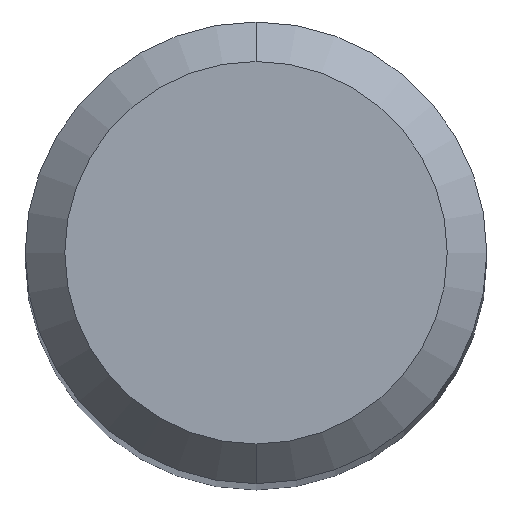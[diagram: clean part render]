
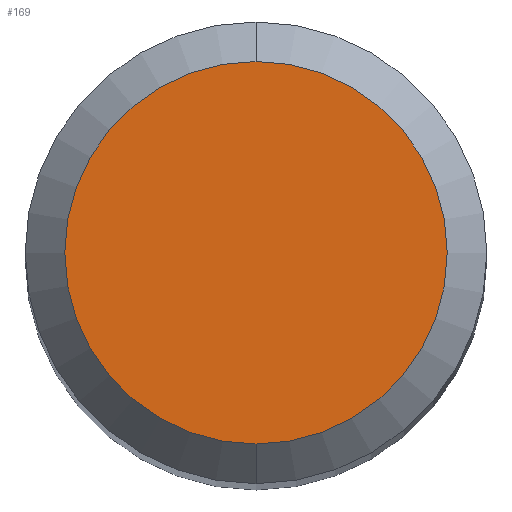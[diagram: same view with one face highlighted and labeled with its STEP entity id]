
A CAD part, top view. The second image highlights one B-rep face of the part: STEP entity #169.
In plain terms, the highlighted planar face has unit normal (0, 0, 1).
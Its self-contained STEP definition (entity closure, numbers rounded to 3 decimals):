
#149=VERTEX_POINT('',#380);
#169=ADVANCED_FACE('',(#406),#407,.T.);
#225=EDGE_CURVE('',#149,#297,#470,.T.);
#245=EDGE_CURVE('',#297,#149,#492,.T.);
#297=VERTEX_POINT('',#550);
#380=CARTESIAN_POINT('',(0.,-1.45,0.0));
#406=FACE_OUTER_BOUND('',#663,.T.);
#407=PLANE('',#664);
#470=CIRCLE('',#749,1.45);
#492=CIRCLE('',#775,1.45);
#550=CARTESIAN_POINT('',(0.0,1.45,0.0));
#663=EDGE_LOOP('',(#978,#979));
#664=AXIS2_PLACEMENT_3D('',#980,#981,#982);
#749=AXIS2_PLACEMENT_3D('',#1071,#1072,#1073);
#775=AXIS2_PLACEMENT_3D('',#1103,#1104,#1105);
#978=ORIENTED_EDGE('',*,*,#245,.F.);
#979=ORIENTED_EDGE('',*,*,#225,.F.);
#980=CARTESIAN_POINT('',(0.0,0.725,0.0));
#981=DIRECTION('',(-0.0,0.0,1.0));
#982=DIRECTION('',(0.0,-1.0,0.0));
#1071=CARTESIAN_POINT('',(0.0,0.0,0.0));
#1072=DIRECTION('',(0.0,0.0,-1.0));
#1073=DIRECTION('',(0.0,1.0,0.0));
#1103=CARTESIAN_POINT('',(0.0,0.0,0.0));
#1104=DIRECTION('',(0.0,0.0,-1.0));
#1105=DIRECTION('',(0.0,1.0,0.0));
